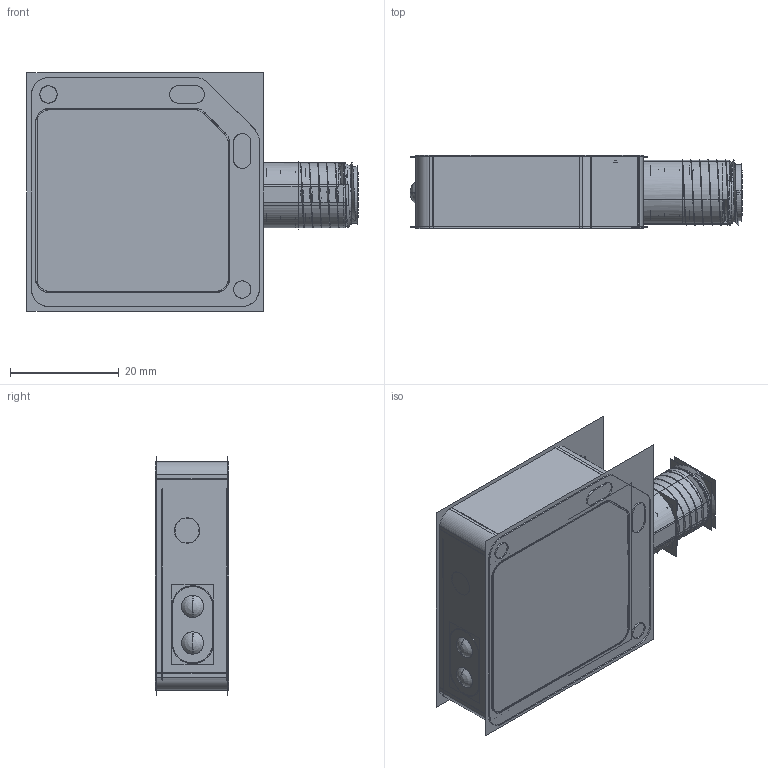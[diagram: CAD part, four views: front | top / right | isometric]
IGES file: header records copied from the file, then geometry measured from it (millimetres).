
Start section:  PTC IGES file: 193983.igs
Global section: file name: 193983.igs; native system: Creo Parametric by Parametric Technology Corporation; preprocessor: 2013230; author: PDMAdmin; organization: Unknown; date: 20160324.114408; units: millimetre
Bounding box: 61.1 x 13.45 x 43.82 mm (x, y, z)
Volume: 10599.9 mm3; surface area: 89622.9 mm2
Topology: 8 solids, 9 shells, 786 faces, 3946 edges, 4947 vertices
Faces by surface type: bspline 436, revolution 350
